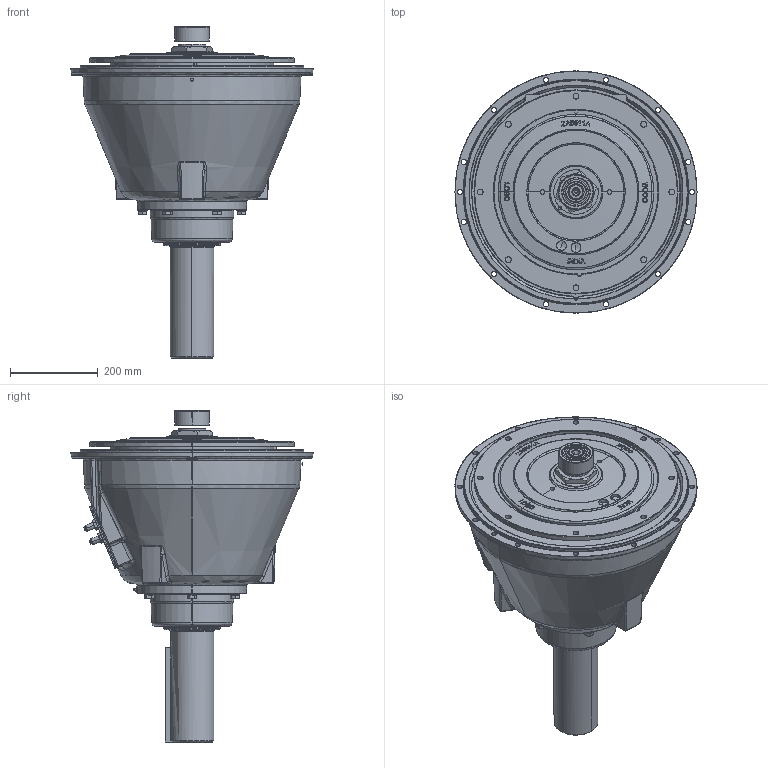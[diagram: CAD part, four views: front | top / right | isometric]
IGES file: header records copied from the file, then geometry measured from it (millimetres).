
Start section: SolidWorks IGES file using analytic representation for surfaces
Global section: file name: 1030490B.igs; native system: SolidWorks 2021; preprocessor: SolidWorks 2021; author: PDMBatchService; date: 240828.200154; units: millimetre
Bounding box: 553.33 x 553.33 x 758.8 mm (x, y, z)
Surface area: 1563420.5 mm2 (no closed solid volume)
Topology: 0 solids, 0 shells, 819 faces, 14305 edges, 14272 vertices
Faces by surface type: bspline 488, revolution 331
